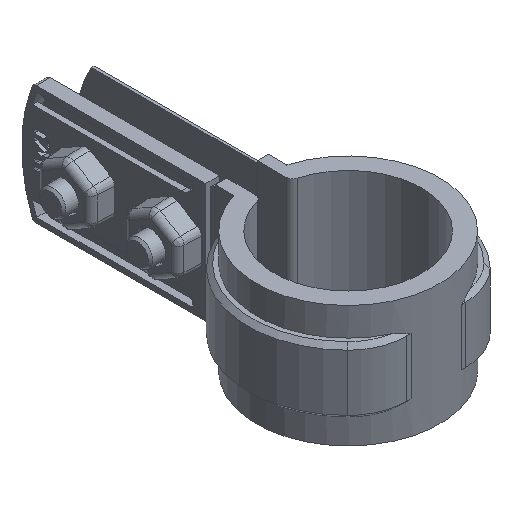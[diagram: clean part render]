
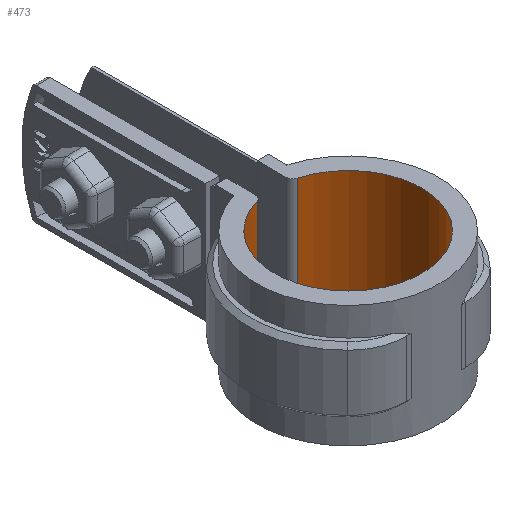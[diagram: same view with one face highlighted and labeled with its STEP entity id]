
A CAD part, isometric view. The second image highlights one B-rep face of the part: STEP entity #473.
In plain terms, the highlighted cylindrical face has radius 17 mm (diameter 34 mm), a partial arc.
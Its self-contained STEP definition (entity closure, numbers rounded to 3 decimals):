
#473 = ADVANCED_FACE( '', ( #942 ), #943, .F. );
#942 = FACE_OUTER_BOUND( '', #1970, .T. );
#943 = CYLINDRICAL_SURFACE( '', #1971, 17. );
#1970 = EDGE_LOOP( '', ( #4741, #4742, #4743, #4744 ) );
#1971 = AXIS2_PLACEMENT_3D( '', #4745, #4746, #4747 );
#4741 = ORIENTED_EDGE( '', *, *, #6921, .T. );
#4742 = ORIENTED_EDGE( '', *, *, #6943, .T. );
#4743 = ORIENTED_EDGE( '', *, *, #6917, .F. );
#4744 = ORIENTED_EDGE( '', *, *, #6771, .T. );
#4745 = CARTESIAN_POINT( '', ( 0., 0., -74.756 ) );
#4746 = DIRECTION( '', ( 0., 0., 1. ) );
#4747 = DIRECTION( '', ( -1., 0., 0. ) );
#6771 = EDGE_CURVE( '', #7829, #7826, #7830, .T. );
#6917 = EDGE_CURVE( '', #7829, #8072, #8073, .T. );
#6921 = EDGE_CURVE( '', #7826, #8077, #8079, .T. );
#6943 = EDGE_CURVE( '', #8077, #8072, #8107, .T. );
#7826 = VERTEX_POINT( '', #10462 );
#7829 = VERTEX_POINT( '', #10465 );
#7830 = LINE( '', #10466, #10467 );
#8072 = VERTEX_POINT( '', #11147 );
#8073 = CIRCLE( '', #11148, 17. );
#8077 = VERTEX_POINT( '', #11153 );
#8079 = CIRCLE( '', #11155, 17. );
#8107 = LINE( '', #11276, #11277 );
#10462 = CARTESIAN_POINT( '', ( -4.595, 16.367, 1.5 ) );
#10465 = CARTESIAN_POINT( '', ( -4.595, 16.367, -26.5 ) );
#10466 = CARTESIAN_POINT( '', ( -4.595, 16.367, -74.756 ) );
#10467 = VECTOR( '', #12924, 1000. );
#11147 = CARTESIAN_POINT( '', ( 4.595, 16.367, -26.5 ) );
#11148 = AXIS2_PLACEMENT_3D( '', #13121, #13122, #13123 );
#11153 = CARTESIAN_POINT( '', ( 4.595, 16.367, 1.5 ) );
#11155 = AXIS2_PLACEMENT_3D( '', #13131, #13132, #13133 );
#11276 = CARTESIAN_POINT( '', ( 4.595, 16.367, -74.756 ) );
#11277 = VECTOR( '', #13152, 1000. );
#12924 = DIRECTION( '', ( 0., 0., 1. ) );
#13121 = CARTESIAN_POINT( '', ( 0., 0., -26.5 ) );
#13122 = DIRECTION( '', ( 0., 0., 1. ) );
#13123 = DIRECTION( '', ( 1., 0., 0. ) );
#13131 = CARTESIAN_POINT( '', ( 0., 0., 1.5 ) );
#13132 = DIRECTION( '', ( 0., 0., 1. ) );
#13133 = DIRECTION( '', ( 1., 0., 0. ) );
#13152 = DIRECTION( '', ( 0., 0., -1. ) );
